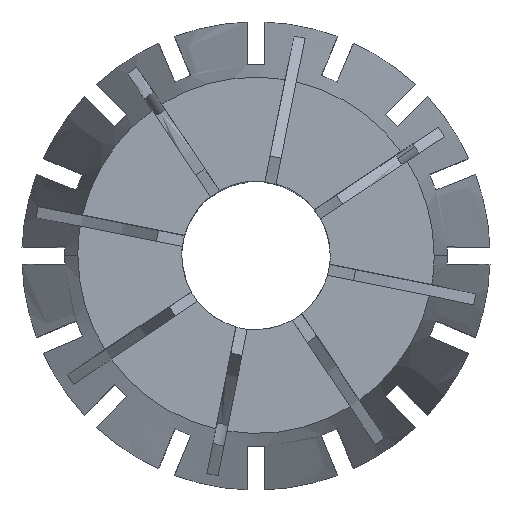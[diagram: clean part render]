
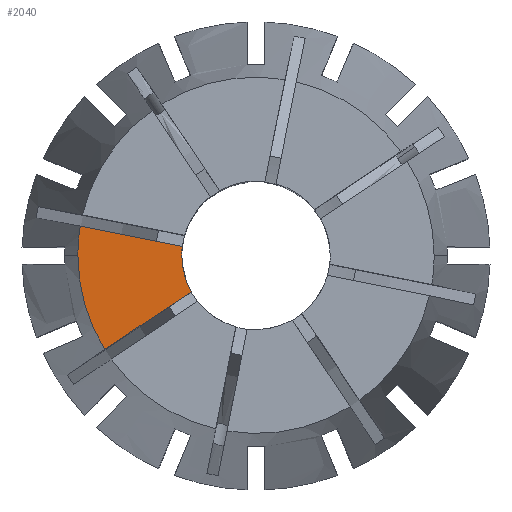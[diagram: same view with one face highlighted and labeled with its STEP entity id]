
A CAD part, top view. The second image highlights one B-rep face of the part: STEP entity #2040.
In plain terms, the highlighted planar face has unit normal (0, 0, 1).
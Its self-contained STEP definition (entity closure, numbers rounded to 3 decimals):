
#26 = VECTOR ( 'NONE', #301, 1000. ) ;
#166 = CARTESIAN_POINT ( 'NONE',  ( -13.238, -8.244, 0. ) ) ;
#179 = CARTESIAN_POINT ( 'NONE',  ( -6.5, 0., 0. ) ) ;
#301 = DIRECTION ( 'NONE',  ( 0.831, 0.556, 0. ) ) ;
#466 = CARTESIAN_POINT ( 'NONE',  ( 0., 0., 0. ) ) ;
#572 = VERTEX_POINT ( 'NONE', #179 ) ;
#889 = CARTESIAN_POINT ( 'NONE',  ( 0., 0., 0. ) ) ;
#988 = DIRECTION ( 'NONE',  ( 1., 0., 0. ) ) ;
#1050 = CIRCLE ( 'NONE', #4340, 6.5 ) ;
#1377 = AXIS2_PLACEMENT_3D ( 'NONE', #4923, #1545, #5487 ) ;
#1545 = DIRECTION ( 'NONE',  ( 0., 0., 1. ) ) ;
#1564 = DIRECTION ( 'NONE',  ( -1., 0., 0. ) ) ;
#1644 = VERTEX_POINT ( 'NONE', #3033 ) ;
#1958 = LINE ( 'NONE', #2425, #5327 ) ;
#2007 = EDGE_CURVE ( 'NONE', #1644, #572, #7317, .T. ) ;
#2031 = ORIENTED_EDGE ( 'NONE', *, *, #2230, .F. ) ;
#2040 = ADVANCED_FACE ( 'NONE', ( #6605 ), #2065, .F. ) ;
#2065 = PLANE ( 'NONE',  #6868 ) ;
#2092 = DIRECTION ( 'NONE',  ( 0., 0., 1. ) ) ;
#2230 = EDGE_CURVE ( 'NONE', #572, #3560, #1050, .T. ) ;
#2395 = CIRCLE ( 'NONE', #1377, 15.595 ) ;
#2425 = CARTESIAN_POINT ( 'NONE',  ( -0.098, -0.49, 0. ) ) ;
#2552 = DIRECTION ( 'NONE',  ( 1., 0., 0. ) ) ;
#2596 = VERTEX_POINT ( 'NONE', #166 ) ;
#2888 = CARTESIAN_POINT ( 'NONE',  ( -15.385, 2.551, 0. ) ) ;
#3033 = CARTESIAN_POINT ( 'NONE',  ( -6.454, 0.774, 0. ) ) ;
#3137 = VERTEX_POINT ( 'NONE', #3830 ) ;
#3148 = CARTESIAN_POINT ( 'NONE',  ( -0.278, 0.416, 0. ) ) ;
#3560 = VERTEX_POINT ( 'NONE', #7030 ) ;
#3610 = AXIS2_PLACEMENT_3D ( 'NONE', #5440, #2092, #988 ) ;
#3710 = DIRECTION ( 'NONE',  ( 0., 0., 1. ) ) ;
#3830 = CARTESIAN_POINT ( 'NONE',  ( -15.595, 0., 0. ) ) ;
#3839 = AXIS2_PLACEMENT_3D ( 'NONE', #889, #3710, #2552 ) ;
#3923 = EDGE_LOOP ( 'NONE', ( #3976, #5075, #4345, #2031, #6250, #5363 ) ) ;
#3976 = ORIENTED_EDGE ( 'NONE', *, *, #4056, .T. ) ;
#4056 = EDGE_CURVE ( 'NONE', #7187, #3137, #6052, .T. ) ;
#4340 = AXIS2_PLACEMENT_3D ( 'NONE', #6656, #4932, #4374 ) ;
#4345 = ORIENTED_EDGE ( 'NONE', *, *, #6848, .T. ) ;
#4374 = DIRECTION ( 'NONE',  ( 1., 0., 0. ) ) ;
#4923 = CARTESIAN_POINT ( 'NONE',  ( 0., 0., 0. ) ) ;
#4932 = DIRECTION ( 'NONE',  ( 0., 0., 1. ) ) ;
#5075 = ORIENTED_EDGE ( 'NONE', *, *, #7084, .T. ) ;
#5327 = VECTOR ( 'NONE', #5905, 1000. ) ;
#5363 = ORIENTED_EDGE ( 'NONE', *, *, #7325, .F. ) ;
#5408 = LINE ( 'NONE', #3148, #26 ) ;
#5440 = CARTESIAN_POINT ( 'NONE',  ( 0., 0., 0. ) ) ;
#5487 = DIRECTION ( 'NONE',  ( 1., 0., 0. ) ) ;
#5905 = DIRECTION ( 'NONE',  ( 0.981, -0.195, 0. ) ) ;
#6052 = CIRCLE ( 'NONE', #3839, 15.595 ) ;
#6250 = ORIENTED_EDGE ( 'NONE', *, *, #2007, .F. ) ;
#6605 = FACE_OUTER_BOUND ( 'NONE', #3923, .T. ) ;
#6656 = CARTESIAN_POINT ( 'NONE',  ( 0., 0., 0. ) ) ;
#6848 = EDGE_CURVE ( 'NONE', #2596, #3560, #5408, .T. ) ;
#6868 = AXIS2_PLACEMENT_3D ( 'NONE', #466, #7149, #1564 ) ;
#7030 = CARTESIAN_POINT ( 'NONE',  ( -5.666, -3.185, 0. ) ) ;
#7084 = EDGE_CURVE ( 'NONE', #3137, #2596, #2395, .T. ) ;
#7149 = DIRECTION ( 'NONE',  ( 0., 0., -1. ) ) ;
#7187 = VERTEX_POINT ( 'NONE', #2888 ) ;
#7317 = CIRCLE ( 'NONE', #3610, 6.5 ) ;
#7325 = EDGE_CURVE ( 'NONE', #7187, #1644, #1958, .T. ) ;
